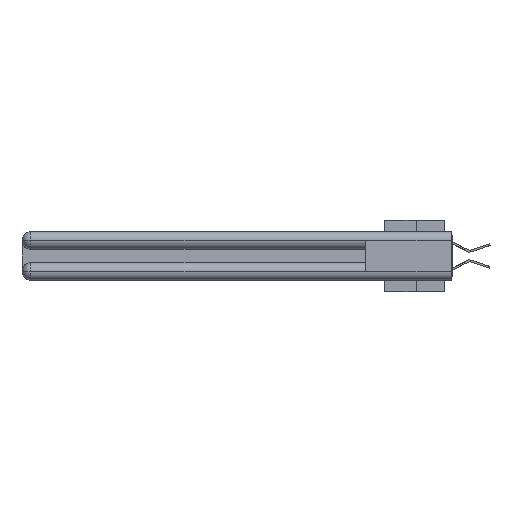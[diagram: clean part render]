
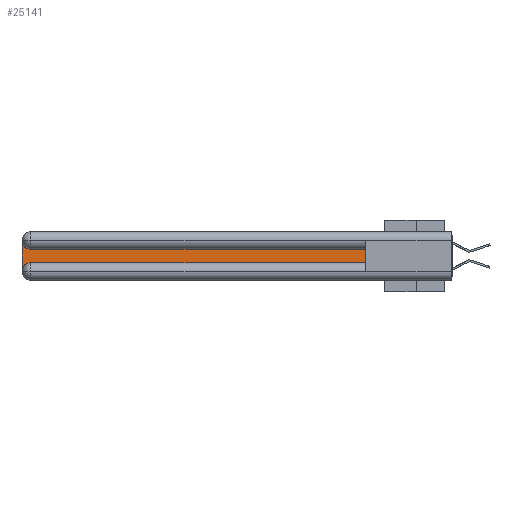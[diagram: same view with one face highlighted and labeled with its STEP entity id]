
A CAD part, left-side view. The second image highlights one B-rep face of the part: STEP entity #25141.
In plain terms, the highlighted planar face has unit normal (-1, 0, 0).
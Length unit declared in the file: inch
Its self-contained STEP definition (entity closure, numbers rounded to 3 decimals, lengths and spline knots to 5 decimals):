
#282 = AXIS2_PLACEMENT_3D ( 'NONE', #12232, #27633, #3039 ) ;
#735 = EDGE_CURVE ( 'NONE', #23612, #15297, #27688, .T. ) ;
#1444 = DIRECTION ( 'NONE',  ( 0., 0., -1. ) ) ;
#1598 = CARTESIAN_POINT ( 'NONE',  ( 0.075, 0.6, -0.2175 ) ) ;
#2876 = CARTESIAN_POINT ( 'NONE',  ( 0.075, 0.6, -0.2175 ) ) ;
#3039 = DIRECTION ( 'NONE',  ( 0., 0., -1. ) ) ;
#3695 = CARTESIAN_POINT ( 'NONE',  ( 0.075, 3., -0.2775 ) ) ;
#4305 = EDGE_CURVE ( 'NONE', #7271, #23612, #15660, .T. ) ;
#5520 = DIRECTION ( 'NONE',  ( 0., -1., 0. ) ) ;
#5861 = VERTEX_POINT ( 'NONE', #9553 ) ;
#6424 = EDGE_CURVE ( 'NONE', #15297, #15866, #26842, .T. ) ;
#6742 = AXIS2_PLACEMENT_3D ( 'NONE', #22497, #16427, #1444 ) ;
#7271 = VERTEX_POINT ( 'NONE', #1598 ) ;
#7733 = PLANE ( 'NONE',  #35597 ) ;
#7816 = VECTOR ( 'NONE', #5520, 39.37008 ) ;
#8006 = EDGE_LOOP ( 'NONE', ( #15485, #14343, #28267, #24263, #23577, #20180 ) ) ;
#8695 = CARTESIAN_POINT ( 'NONE',  ( 0.075, 3., -0.0625 ) ) ;
#8883 = EDGE_CURVE ( 'NONE', #5861, #7271, #27107, .T. ) ;
#9553 = CARTESIAN_POINT ( 'NONE',  ( 0.075, 2.94, -0.2175 ) ) ;
#12232 = CARTESIAN_POINT ( 'NONE',  ( 0.075, 2.94, -0.2775 ) ) ;
#12489 = CARTESIAN_POINT ( 'NONE',  ( 0.075, 2.94, -0.1225 ) ) ;
#13841 = DIRECTION ( 'NONE',  ( 1., 0., 0. ) ) ;
#14343 = ORIENTED_EDGE ( 'NONE', *, *, #6424, .T. ) ;
#15270 = VERTEX_POINT ( 'NONE', #3695 ) ;
#15297 = VERTEX_POINT ( 'NONE', #12489 ) ;
#15485 = ORIENTED_EDGE ( 'NONE', *, *, #735, .T. ) ;
#15660 = LINE ( 'NONE', #33604, #23215 ) ;
#15866 = VERTEX_POINT ( 'NONE', #8695 ) ;
#16427 = DIRECTION ( 'NONE',  ( 1., 0., 0. ) ) ;
#19907 = FACE_OUTER_BOUND ( 'NONE', #8006, .T. ) ;
#20076 = CARTESIAN_POINT ( 'NONE',  ( 0.075, 0.6, -0.1225 ) ) ;
#20180 = ORIENTED_EDGE ( 'NONE', *, *, #4305, .T. ) ;
#22497 = CARTESIAN_POINT ( 'NONE',  ( 0.075, 2.94, -0.0625 ) ) ;
#22527 = CARTESIAN_POINT ( 'NONE',  ( 0.075, 3., -0.2175 ) ) ;
#23215 = VECTOR ( 'NONE', #36271, 39.37008 ) ;
#23577 = ORIENTED_EDGE ( 'NONE', *, *, #8883, .T. ) ;
#23612 = VERTEX_POINT ( 'NONE', #20076 ) ;
#24263 = ORIENTED_EDGE ( 'NONE', *, *, #26054, .T. ) ;
#25141 = ADVANCED_FACE ( 'NONE', ( #19907 ), #7733, .F. ) ;
#25918 = CARTESIAN_POINT ( 'NONE',  ( 0.075, 0.6, -0.1225 ) ) ;
#25990 = DIRECTION ( 'NONE',  ( 0., 0., -1. ) ) ;
#26054 = EDGE_CURVE ( 'NONE', #15270, #5861, #33743, .T. ) ;
#26842 = CIRCLE ( 'NONE', #6742, 0.06 ) ;
#27107 = LINE ( 'NONE', #2876, #7816 ) ;
#27633 = DIRECTION ( 'NONE',  ( 1., 0., 0. ) ) ;
#27688 = LINE ( 'NONE', #25918, #28193 ) ;
#28193 = VECTOR ( 'NONE', #38286, 39.37008 ) ;
#28267 = ORIENTED_EDGE ( 'NONE', *, *, #38814, .T. ) ;
#32058 = CARTESIAN_POINT ( 'NONE',  ( 0.075, 3., -0.1225 ) ) ;
#33604 = CARTESIAN_POINT ( 'NONE',  ( 0.075, 0.6, -0.2175 ) ) ;
#33743 = CIRCLE ( 'NONE', #282, 0.06 ) ;
#33846 = VECTOR ( 'NONE', #37674, 39.37008 ) ;
#34797 = LINE ( 'NONE', #22527, #33846 ) ;
#35597 = AXIS2_PLACEMENT_3D ( 'NONE', #32058, #13841, #25990 ) ;
#36271 = DIRECTION ( 'NONE',  ( 0., 0., 1. ) ) ;
#37674 = DIRECTION ( 'NONE',  ( 0., 0., -1. ) ) ;
#38286 = DIRECTION ( 'NONE',  ( 0., 1., 0. ) ) ;
#38814 = EDGE_CURVE ( 'NONE', #15866, #15270, #34797, .T. ) ;
